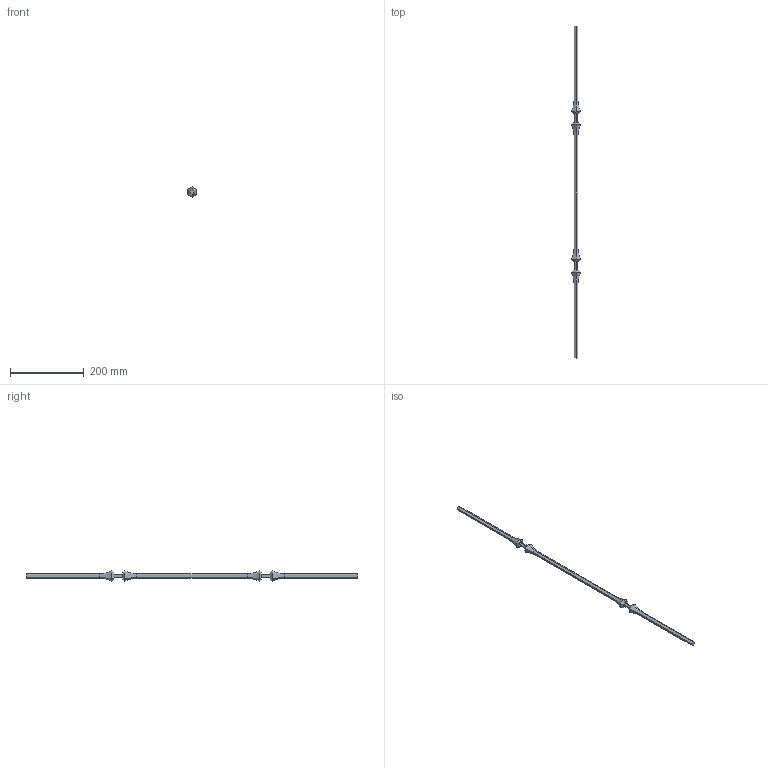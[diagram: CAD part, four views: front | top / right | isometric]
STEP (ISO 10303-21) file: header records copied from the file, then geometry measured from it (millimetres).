
FILE_DESCRIPTION (( 'STEP AP203' ), '1' );
FILE_NAME ('56105-240D.STEP', '2022-02-23T08:14:35', ( '' ), ( '' ), 'SwSTEP 2.0', 'SolidWorks 2018', '' );
FILE_SCHEMA (( 'CONFIG_CONTROL_DESIGN' ));
Length unit declared in the file: millimetre
Products named in the file (16): 56105-240D Teil1; 56105-240D Teil2_56105-240D Teil2; DIN914; 56105-240D Teil3; 56105-240D Teil3_56105-240D Teil3; 56105-240D Teil2; 56105-240D Teil1_56105-240 Teil1; 56105-240D; DIN914_DIN 914 M8x45
Assembly tree (11 placements, depth 2):
  56105-240D Teil1
  56105-240D Teil1
  56105-240D Teil1
  56105-240D Teil3
  56105-240D Teil1
Bounding box: 24.25 x 900 x 28 mm (x, y, z)
Volume: 120143.1 mm3; surface area: 44294 mm2
Topology: 9 solids, 9 shells, 383 faces, 962 edges, 636 vertices
Faces by surface type: plane 193, bspline 124, cone 32, cylinder 26, torus 8
Entity records: 19763 total; most frequent: CARTESIAN_POINT 10818, ORIENTED_EDGE 1724, DIRECTION 1130, EDGE_CURVE 862, VERTEX_POINT 570, VECTOR 554, LINE 554, EDGE_LOOP 370
